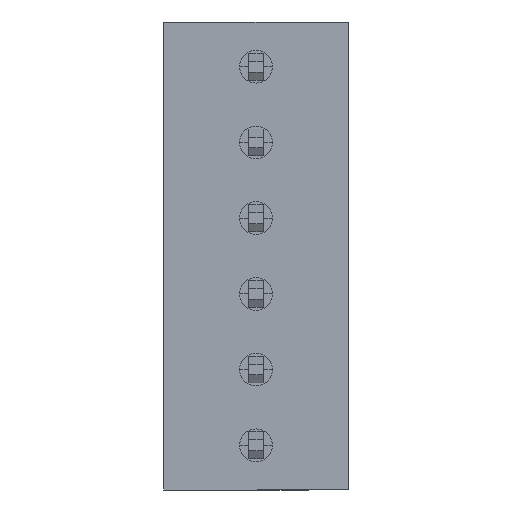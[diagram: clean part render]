
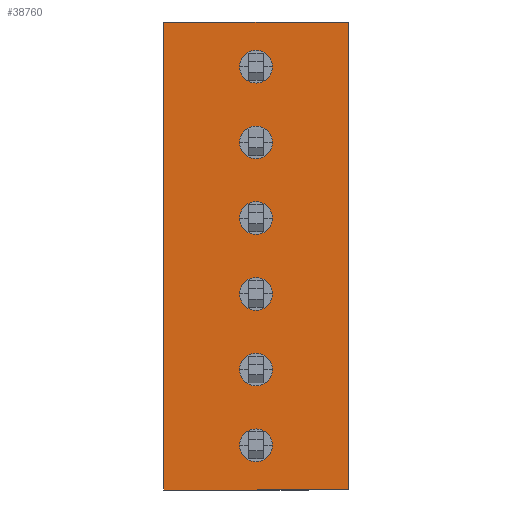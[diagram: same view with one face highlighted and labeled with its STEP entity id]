
A CAD part, front view. The second image highlights one B-rep face of the part: STEP entity #38760.
In plain terms, the highlighted planar face has unit normal (0, -1, 0).
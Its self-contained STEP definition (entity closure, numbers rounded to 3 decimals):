
#3900=CARTESIAN_POINT('',(-74.37,6.451
   ,-4.04));
#3910=DIRECTION('',(1.,0.,
   0.));
#3920=VECTOR('',#3910,1.);
#3930=LINE('',#3900,#3920);
#3940=CARTESIAN_POINT('',(-24.323,6.451
   ,-4.04));
#3950=VERTEX_POINT('',#3940);
#3960=CARTESIAN_POINT('',(-18.123,6.451
   ,-4.04));
#3970=VERTEX_POINT('',#3960);
#3980=EDGE_CURVE('',#3950,#3970,#3930,.T.);
#33180=CARTESIAN_POINT('',(-20.673,
   6.451,-2.54));
#33190=VERTEX_POINT('',#33180);
#33220=CARTESIAN_POINT('',(-21.223,
   6.451,-2.54));
#33230=DIRECTION('',(0.,-1.,
   0.));
#33240=DIRECTION('',(1.,0.,
   0.));
#33250=AXIS2_PLACEMENT_3D('',#33220,#33230,#33240);
#33260=CIRCLE('',#33250,0.55);
#33270=CARTESIAN_POINT('',(-21.773,
   6.451,-2.54));
#33280=VERTEX_POINT('',#33270);
#33290=EDGE_CURVE('',#33280,#33190,#33260,.T.);
#37660=CARTESIAN_POINT('',(-23.763,
   6.451,2.54));
#37670=DIRECTION('',(0.,-1.,
   0.));
#37680=DIRECTION('',(-1.,0.,
   0.));
#37690=AXIS2_PLACEMENT_3D('',#37660,#37670,#37680);
#37700=PLANE('',#37690);
#37710=CARTESIAN_POINT('',(-21.223,
   6.451,0.));
#37720=DIRECTION('',(0.,-1.,
   0.));
#37730=DIRECTION('',(1.,0.,
   0.));
#37740=AXIS2_PLACEMENT_3D('',#37710,#37720,#37730);
#37750=CIRCLE('',#37740,0.55);
#37760=CARTESIAN_POINT('',(-20.673,
   6.451,0.));
#37770=VERTEX_POINT('',#37760);
#37780=CARTESIAN_POINT('',(-21.773,
   6.451,0.));
#37790=VERTEX_POINT('',#37780);
#37800=EDGE_CURVE('',#37770,#37790,#37750,.T.);
#37810=ORIENTED_EDGE('',*,*,#37800,.F.);
#37820=EDGE_CURVE('',#37790,#37770,#37750,.T.);
#37830=ORIENTED_EDGE('',*,*,#37820,.F.);
#37840=EDGE_LOOP('',(#37830,#37810));
#37850=FACE_BOUND('',#37840,.T.);
#37860=ORIENTED_EDGE('',*,*,#33290,.F.);
#37870=EDGE_CURVE('',#33190,#33280,#33260,.T.);
#37880=ORIENTED_EDGE('',*,*,#37870,.F.);
#37890=EDGE_LOOP('',(#37880,#37860));
#37900=FACE_BOUND('',#37890,.T.);
#37910=CARTESIAN_POINT('',(-21.223,
   6.451,2.54));
#37920=DIRECTION('',(0.,-1.,
   0.));
#37930=DIRECTION('',(1.,0.,
   0.));
#37940=AXIS2_PLACEMENT_3D('',#37910,#37920,#37930);
#37950=CIRCLE('',#37940,0.55);
#37960=CARTESIAN_POINT('',(-20.673,
   6.451,2.54));
#37970=VERTEX_POINT('',#37960);
#37980=CARTESIAN_POINT('',(-21.773,
   6.451,2.54));
#37990=VERTEX_POINT('',#37980);
#38000=EDGE_CURVE('',#37970,#37990,#37950,.T.);
#38010=ORIENTED_EDGE('',*,*,#38000,.F.);
#38020=EDGE_CURVE('',#37990,#37970,#37950,.T.);
#38030=ORIENTED_EDGE('',*,*,#38020,.F.);
#38040=EDGE_LOOP('',(#38030,#38010));
#38050=FACE_BOUND('',#38040,.T.);
#38060=CARTESIAN_POINT('',(-21.223,
   6.451,7.62));
#38070=DIRECTION('',(0.,-1.,
   0.));
#38080=DIRECTION('',(1.,0.,
   0.));
#38090=AXIS2_PLACEMENT_3D('',#38060,#38070,#38080);
#38100=CIRCLE('',#38090,0.55);
#38110=CARTESIAN_POINT('',(-21.773,
   6.451,7.62));
#38120=VERTEX_POINT('',#38110);
#38130=CARTESIAN_POINT('',(-20.673,
   6.451,7.62));
#38140=VERTEX_POINT('',#38130);
#38150=EDGE_CURVE('',#38120,#38140,#38100,.T.);
#38160=ORIENTED_EDGE('',*,*,#38150,.F.);
#38170=EDGE_CURVE('',#38140,#38120,#38100,.T.);
#38180=ORIENTED_EDGE('',*,*,#38170,.F.);
#38190=EDGE_LOOP('',(#38180,#38160));
#38200=FACE_BOUND('',#38190,.T.);
#38210=CARTESIAN_POINT('',(-21.223,
   6.451,5.08));
#38220=DIRECTION('',(0.,-1.,
   0.));
#38230=DIRECTION('',(1.,0.,
   0.));
#38240=AXIS2_PLACEMENT_3D('',#38210,#38220,#38230);
#38250=CIRCLE('',#38240,0.55);
#38260=CARTESIAN_POINT('',(-21.773,
   6.451,5.08));
#38270=VERTEX_POINT('',#38260);
#38280=CARTESIAN_POINT('',(-20.673,
   6.451,5.08));
#38290=VERTEX_POINT('',#38280);
#38300=EDGE_CURVE('',#38270,#38290,#38250,.T.);
#38310=ORIENTED_EDGE('',*,*,#38300,.F.);
#38320=EDGE_CURVE('',#38290,#38270,#38250,.T.);
#38330=ORIENTED_EDGE('',*,*,#38320,.F.);
#38340=EDGE_LOOP('',(#38330,#38310));
#38350=FACE_BOUND('',#38340,.T.);
#38360=CARTESIAN_POINT('',(-21.223,
   6.451,10.16));
#38370=DIRECTION('',(0.,-1.,
   0.));
#38380=DIRECTION('',(1.,0.,
   0.));
#38390=AXIS2_PLACEMENT_3D('',#38360,#38370,#38380);
#38400=CIRCLE('',#38390,0.55);
#38410=CARTESIAN_POINT('',(-21.773,
   6.451,10.16));
#38420=VERTEX_POINT('',#38410);
#38430=CARTESIAN_POINT('',(-20.673,
   6.451,10.16));
#38440=VERTEX_POINT('',#38430);
#38450=EDGE_CURVE('',#38420,#38440,#38400,.T.);
#38460=ORIENTED_EDGE('',*,*,#38450,.F.);
#38470=EDGE_CURVE('',#38440,#38420,#38400,.T.);
#38480=ORIENTED_EDGE('',*,*,#38470,.F.);
#38490=EDGE_LOOP('',(#38480,#38460));
#38500=FACE_BOUND('',#38490,.T.);
#38510=ORIENTED_EDGE('',*,*,#3980,.T.);
#38520=CARTESIAN_POINT('',(-24.323,
   6.451,12.62));
#38530=DIRECTION('',(0.,0.,
   1.));
#38540=VECTOR('',#38530,1.);
#38550=LINE('',#38520,#38540);
#38560=CARTESIAN_POINT('',(-24.323,
   6.451,11.66));
#38570=VERTEX_POINT('',#38560);
#38580=EDGE_CURVE('',#3950,#38570,#38550,.T.);
#38590=ORIENTED_EDGE('',*,*,#38580,.F.);
#38600=CARTESIAN_POINT('',(-74.37,
   6.451,11.66));
#38610=DIRECTION('',(1.,0.,
   0.));
#38620=VECTOR('',#38610,1.);
#38630=LINE('',#38600,#38620);
#38640=CARTESIAN_POINT('',(-18.123,
   6.451,11.66));
#38650=VERTEX_POINT('',#38640);
#38660=EDGE_CURVE('',#38570,#38650,#38630,.T.);
#38670=ORIENTED_EDGE('',*,*,#38660,.F.);
#38680=CARTESIAN_POINT('',(-18.123,
   6.451,12.62));
#38690=DIRECTION('',(0.,0.,
   -1.));
#38700=VECTOR('',#38690,1.);
#38710=LINE('',#38680,#38700);
#38720=EDGE_CURVE('',#38650,#3970,#38710,.T.);
#38730=ORIENTED_EDGE('',*,*,#38720,.F.);
#38740=EDGE_LOOP('',(#38730,#38670,#38590,#38510));
#38750=FACE_OUTER_BOUND('',#38740,.T.);
#38760=ADVANCED_FACE('',(#37850,#37900,#38050,#38200,#38350,#38500,
   #38750),#37700,.T.);
